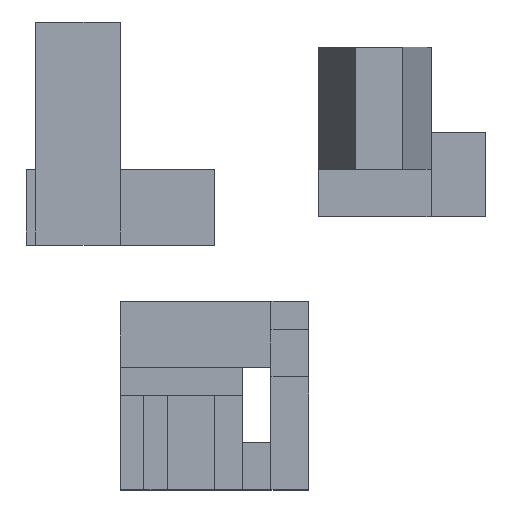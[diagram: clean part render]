
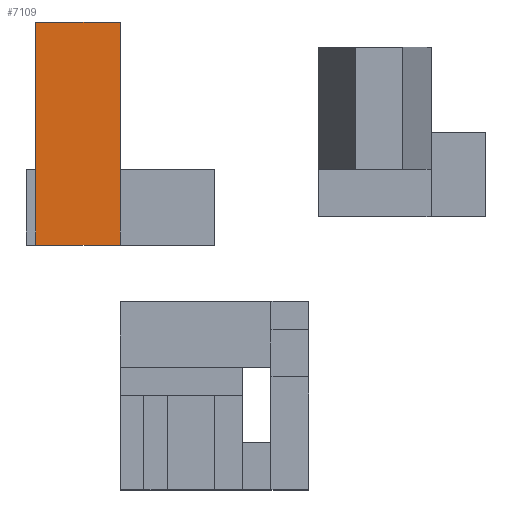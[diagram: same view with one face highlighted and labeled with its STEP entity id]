
A CAD part, top view. The second image highlights one B-rep face of the part: STEP entity #7109.
In plain terms, the highlighted planar face has unit normal (0, 0, 1).
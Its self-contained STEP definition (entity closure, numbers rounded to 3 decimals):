
#6926 = VERTEX_POINT('',#6927);
#6927 = CARTESIAN_POINT('',(-19.,24.,8.18));
#6934 = PLANE('',#6935);
#6935 = AXIS2_PLACEMENT_3D('',#6936,#6937,#6938);
#6936 = CARTESIAN_POINT('',(-19.,24.,4.09));
#6937 = DIRECTION('',(-1.,-0.,0.));
#6938 = DIRECTION('',(0.,0.,1.));
#6946 = PLANE('',#6947);
#6947 = AXIS2_PLACEMENT_3D('',#6948,#6949,#6950);
#6948 = CARTESIAN_POINT('',(-19.,24.,4.09));
#6949 = DIRECTION('',(-1.,-0.,0.));
#6950 = DIRECTION('',(0.,0.,1.));
#6985 = VERTEX_POINT('',#6986);
#6986 = CARTESIAN_POINT('',(-19.,16.,8.18));
#6999 = PLANE('',#7000);
#7000 = AXIS2_PLACEMENT_3D('',#7001,#7002,#7003);
#7001 = CARTESIAN_POINT('',(-10.,16.,0.));
#7002 = DIRECTION('',(0.,-1.,0.));
#7003 = DIRECTION('',(1.,0.,0.));
#7010 = EDGE_CURVE('',#6926,#6985,#7011,.T.);
#7011 = SURFACE_CURVE('',#7012,(#7016,#7022),.PCURVE_S1.);
#7012 = LINE('',#7013,#7014);
#7013 = CARTESIAN_POINT('',(-19.,12.,8.18));
#7014 = VECTOR('',#7015,1.);
#7015 = DIRECTION('',(0.,-1.,-0.));
#7016 = PCURVE('',#6934,#7017);
#7017 = DEFINITIONAL_REPRESENTATION('',(#7018),#7021);
#7018 = B_SPLINE_CURVE_WITH_KNOTS('',1,(#7019,#7020),.UNSPECIFIED.,.F.,
  .F.,(2,2),(-30.059,-1.631),.PIECEWISE_BEZIER_KNOTS.);
#7019 = CARTESIAN_POINT('',(4.09,18.059));
#7020 = CARTESIAN_POINT('',(4.09,-10.369));
#7021 = ( GEOMETRIC_REPRESENTATION_CONTEXT(2) 
PARAMETRIC_REPRESENTATION_CONTEXT() REPRESENTATION_CONTEXT('2D SPACE',''
  ) );
#7022 = PCURVE('',#7023,#7028);
#7023 = PLANE('',#7024);
#7024 = AXIS2_PLACEMENT_3D('',#7025,#7026,#7027);
#7025 = CARTESIAN_POINT('',(0.,0.,8.18));
#7026 = DIRECTION('',(-0.,0.,-1.));
#7027 = DIRECTION('',(-1.,-0.,0.));
#7028 = DEFINITIONAL_REPRESENTATION('',(#7029),#7032);
#7029 = B_SPLINE_CURVE_WITH_KNOTS('',1,(#7030,#7031),.UNSPECIFIED.,.F.,
  .F.,(2,2),(-30.059,-1.631),.PIECEWISE_BEZIER_KNOTS.);
#7030 = CARTESIAN_POINT('',(19.,42.059));
#7031 = CARTESIAN_POINT('',(19.,13.631));
#7032 = ( GEOMETRIC_REPRESENTATION_CONTEXT(2) 
PARAMETRIC_REPRESENTATION_CONTEXT() REPRESENTATION_CONTEXT('2D SPACE',''
  ) );
#7040 = VERTEX_POINT('',#7041);
#7041 = CARTESIAN_POINT('',(-19.,39.69,8.18));
#7055 = PLANE('',#7056);
#7056 = AXIS2_PLACEMENT_3D('',#7057,#7058,#7059);
#7057 = CARTESIAN_POINT('',(-10.,39.69,0.));
#7058 = DIRECTION('',(-0.,1.,0.));
#7059 = DIRECTION('',(-1.,0.,-0.));
#7089 = EDGE_CURVE('',#6926,#7040,#7090,.T.);
#7090 = SURFACE_CURVE('',#7091,(#7095,#7102),.PCURVE_S1.);
#7091 = LINE('',#7092,#7093);
#7092 = CARTESIAN_POINT('',(-19.,12.,8.18));
#7093 = VECTOR('',#7094,1.);
#7094 = DIRECTION('',(0.,1.,0.));
#7095 = PCURVE('',#6946,#7096);
#7096 = DEFINITIONAL_REPRESENTATION('',(#7097),#7101);
#7097 = LINE('',#7098,#7099);
#7098 = CARTESIAN_POINT('',(4.09,-12.));
#7099 = VECTOR('',#7100,1.);
#7100 = DIRECTION('',(0.,1.));
#7101 = ( GEOMETRIC_REPRESENTATION_CONTEXT(2) 
PARAMETRIC_REPRESENTATION_CONTEXT() REPRESENTATION_CONTEXT('2D SPACE',''
  ) );
#7102 = PCURVE('',#7023,#7103);
#7103 = DEFINITIONAL_REPRESENTATION('',(#7104),#7108);
#7104 = LINE('',#7105,#7106);
#7105 = CARTESIAN_POINT('',(19.,12.));
#7106 = VECTOR('',#7107,1.);
#7107 = DIRECTION('',(0.,1.));
#7108 = ( GEOMETRIC_REPRESENTATION_CONTEXT(2) 
PARAMETRIC_REPRESENTATION_CONTEXT() REPRESENTATION_CONTEXT('2D SPACE',''
  ) );
#7109 = ADVANCED_FACE('',(#7110),#7023,.F.);
#7110 = FACE_BOUND('',#7111,.F.);
#7111 = EDGE_LOOP('',(#7112,#7135,#7136,#7137,#7160,#7188));
#7112 = ORIENTED_EDGE('',*,*,#7113,.T.);
#7113 = EDGE_CURVE('',#7114,#6985,#7116,.T.);
#7114 = VERTEX_POINT('',#7115);
#7115 = CARTESIAN_POINT('',(-10.,16.,8.18));
#7116 = SURFACE_CURVE('',#7117,(#7121,#7128),.PCURVE_S1.);
#7117 = LINE('',#7118,#7119);
#7118 = CARTESIAN_POINT('',(0.,16.,8.18));
#7119 = VECTOR('',#7120,1.);
#7120 = DIRECTION('',(-1.,0.,0.));
#7121 = PCURVE('',#7023,#7122);
#7122 = DEFINITIONAL_REPRESENTATION('',(#7123),#7127);
#7123 = LINE('',#7124,#7125);
#7124 = CARTESIAN_POINT('',(0.,16.));
#7125 = VECTOR('',#7126,1.);
#7126 = DIRECTION('',(1.,0.));
#7127 = ( GEOMETRIC_REPRESENTATION_CONTEXT(2) 
PARAMETRIC_REPRESENTATION_CONTEXT() REPRESENTATION_CONTEXT('2D SPACE',''
  ) );
#7128 = PCURVE('',#6999,#7129);
#7129 = DEFINITIONAL_REPRESENTATION('',(#7130),#7134);
#7130 = LINE('',#7131,#7132);
#7131 = CARTESIAN_POINT('',(10.,8.18));
#7132 = VECTOR('',#7133,1.);
#7133 = DIRECTION('',(-1.,0.));
#7134 = ( GEOMETRIC_REPRESENTATION_CONTEXT(2) 
PARAMETRIC_REPRESENTATION_CONTEXT() REPRESENTATION_CONTEXT('2D SPACE',''
  ) );
#7135 = ORIENTED_EDGE('',*,*,#7010,.F.);
#7136 = ORIENTED_EDGE('',*,*,#7089,.T.);
#7137 = ORIENTED_EDGE('',*,*,#7138,.F.);
#7138 = EDGE_CURVE('',#7139,#7040,#7141,.T.);
#7139 = VERTEX_POINT('',#7140);
#7140 = CARTESIAN_POINT('',(-10.,39.69,8.18));
#7141 = SURFACE_CURVE('',#7142,(#7146,#7153),.PCURVE_S1.);
#7142 = LINE('',#7143,#7144);
#7143 = CARTESIAN_POINT('',(-5.,39.69,8.18));
#7144 = VECTOR('',#7145,1.);
#7145 = DIRECTION('',(-1.,0.,-0.));
#7146 = PCURVE('',#7023,#7147);
#7147 = DEFINITIONAL_REPRESENTATION('',(#7148),#7152);
#7148 = LINE('',#7149,#7150);
#7149 = CARTESIAN_POINT('',(5.,39.69));
#7150 = VECTOR('',#7151,1.);
#7151 = DIRECTION('',(1.,0.));
#7152 = ( GEOMETRIC_REPRESENTATION_CONTEXT(2) 
PARAMETRIC_REPRESENTATION_CONTEXT() REPRESENTATION_CONTEXT('2D SPACE',''
  ) );
#7153 = PCURVE('',#7055,#7154);
#7154 = DEFINITIONAL_REPRESENTATION('',(#7155),#7159);
#7155 = LINE('',#7156,#7157);
#7156 = CARTESIAN_POINT('',(-5.,8.18));
#7157 = VECTOR('',#7158,1.);
#7158 = DIRECTION('',(1.,0.));
#7159 = ( GEOMETRIC_REPRESENTATION_CONTEXT(2) 
PARAMETRIC_REPRESENTATION_CONTEXT() REPRESENTATION_CONTEXT('2D SPACE',''
  ) );
#7160 = ORIENTED_EDGE('',*,*,#7161,.T.);
#7161 = EDGE_CURVE('',#7139,#7162,#7164,.T.);
#7162 = VERTEX_POINT('',#7163);
#7163 = CARTESIAN_POINT('',(-10.,24.,8.18));
#7164 = SURFACE_CURVE('',#7165,(#7169,#7176),.PCURVE_S1.);
#7165 = LINE('',#7166,#7167);
#7166 = CARTESIAN_POINT('',(-10.,12.,8.18));
#7167 = VECTOR('',#7168,1.);
#7168 = DIRECTION('',(0.,-1.,0.));
#7169 = PCURVE('',#7023,#7170);
#7170 = DEFINITIONAL_REPRESENTATION('',(#7171),#7175);
#7171 = LINE('',#7172,#7173);
#7172 = CARTESIAN_POINT('',(10.,12.));
#7173 = VECTOR('',#7174,1.);
#7174 = DIRECTION('',(0.,-1.));
#7175 = ( GEOMETRIC_REPRESENTATION_CONTEXT(2) 
PARAMETRIC_REPRESENTATION_CONTEXT() REPRESENTATION_CONTEXT('2D SPACE',''
  ) );
#7176 = PCURVE('',#7177,#7182);
#7177 = PLANE('',#7178);
#7178 = AXIS2_PLACEMENT_3D('',#7179,#7180,#7181);
#7179 = CARTESIAN_POINT('',(-10.,24.,4.09));
#7180 = DIRECTION('',(1.,0.,0.));
#7181 = DIRECTION('',(0.,0.,-1.));
#7182 = DEFINITIONAL_REPRESENTATION('',(#7183),#7187);
#7183 = LINE('',#7184,#7185);
#7184 = CARTESIAN_POINT('',(-4.09,-12.));
#7185 = VECTOR('',#7186,1.);
#7186 = DIRECTION('',(0.,-1.));
#7187 = ( GEOMETRIC_REPRESENTATION_CONTEXT(2) 
PARAMETRIC_REPRESENTATION_CONTEXT() REPRESENTATION_CONTEXT('2D SPACE',''
  ) );
#7188 = ORIENTED_EDGE('',*,*,#7189,.F.);
#7189 = EDGE_CURVE('',#7114,#7162,#7190,.T.);
#7190 = SURFACE_CURVE('',#7191,(#7195,#7201),.PCURVE_S1.);
#7191 = LINE('',#7192,#7193);
#7192 = CARTESIAN_POINT('',(-10.,12.,8.18));
#7193 = VECTOR('',#7194,1.);
#7194 = DIRECTION('',(-0.,1.,0.));
#7195 = PCURVE('',#7023,#7196);
#7196 = DEFINITIONAL_REPRESENTATION('',(#7197),#7200);
#7197 = B_SPLINE_CURVE_WITH_KNOTS('',1,(#7198,#7199),.UNSPECIFIED.,.F.,
  .F.,(2,2),(1.631,30.059),.PIECEWISE_BEZIER_KNOTS.);
#7198 = CARTESIAN_POINT('',(10.,13.631));
#7199 = CARTESIAN_POINT('',(10.,42.059));
#7200 = ( GEOMETRIC_REPRESENTATION_CONTEXT(2) 
PARAMETRIC_REPRESENTATION_CONTEXT() REPRESENTATION_CONTEXT('2D SPACE',''
  ) );
#7201 = PCURVE('',#7202,#7207);
#7202 = PLANE('',#7203);
#7203 = AXIS2_PLACEMENT_3D('',#7204,#7205,#7206);
#7204 = CARTESIAN_POINT('',(-10.,24.,4.09));
#7205 = DIRECTION('',(1.,0.,0.));
#7206 = DIRECTION('',(0.,0.,-1.));
#7207 = DEFINITIONAL_REPRESENTATION('',(#7208),#7211);
#7208 = B_SPLINE_CURVE_WITH_KNOTS('',1,(#7209,#7210),.UNSPECIFIED.,.F.,
  .F.,(2,2),(1.631,30.059),.PIECEWISE_BEZIER_KNOTS.);
#7209 = CARTESIAN_POINT('',(-4.09,-10.369));
#7210 = CARTESIAN_POINT('',(-4.09,18.059));
#7211 = ( GEOMETRIC_REPRESENTATION_CONTEXT(2) 
PARAMETRIC_REPRESENTATION_CONTEXT() REPRESENTATION_CONTEXT('2D SPACE',''
  ) );
